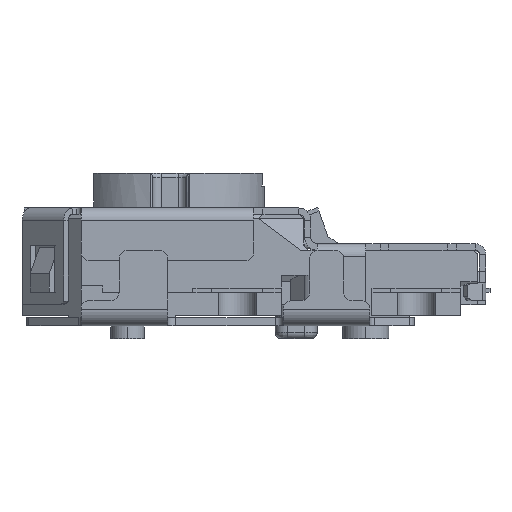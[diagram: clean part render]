
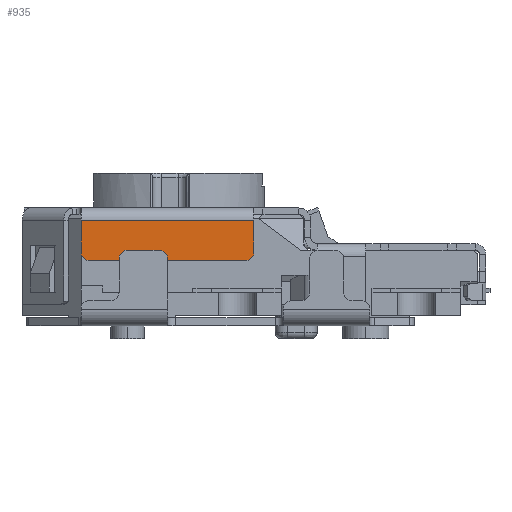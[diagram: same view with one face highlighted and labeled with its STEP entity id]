
A CAD part, left-side view. The second image highlights one B-rep face of the part: STEP entity #935.
In plain terms, the highlighted planar face has unit normal (-1, 0, 0).
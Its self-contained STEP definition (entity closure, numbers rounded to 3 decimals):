
#911 = ORIENTED_EDGE ( 'NONE', *, *, #913, .F. ) ;
#913 = EDGE_CURVE ( 'NONE', #42390, #949, #24246, .T. ) ;
#914 = ORIENTED_EDGE ( 'NONE', *, *, #42386, .F. ) ;
#915 = ORIENTED_EDGE ( 'NONE', *, *, #916, .F. ) ;
#916 = EDGE_CURVE ( 'NONE', #917, #42387, #24242, .T. ) ;
#917 = VERTEX_POINT ( 'NONE', #24238 ) ;
#919 = ORIENTED_EDGE ( 'NONE', *, *, #920, .F. ) ;
#920 = EDGE_CURVE ( 'NONE', #943, #917, #24290, .T. ) ;
#935 = ADVANCED_FACE ( 'NONE', ( #24318 ), #24297, .F. ) ;
#937 = EDGE_LOOP ( 'NONE', ( #938, #945, #911, #914, #915, #919 ) ) ;
#938 = ORIENTED_EDGE ( 'NONE', *, *, #939, .F. ) ;
#939 = EDGE_CURVE ( 'NONE', #942, #943, #24291, .T. ) ;
#942 = VERTEX_POINT ( 'NONE', #24348 ) ;
#943 = VERTEX_POINT ( 'NONE', #24347 ) ;
#945 = ORIENTED_EDGE ( 'NONE', *, *, #947, .F. ) ;
#947 = EDGE_CURVE ( 'NONE', #949, #942, #24346, .T. ) ;
#949 = VERTEX_POINT ( 'NONE', #24341 ) ;
#22099 = CARTESIAN_POINT ( 'NONE',  ( -3.696, 4.1, 2.5 ) ) ;
#22101 = DIRECTION ( 'NONE',  ( 0., -1., 0. ) ) ;
#22103 = VECTOR ( 'NONE', #22101, 1000. ) ;
#22105 = CARTESIAN_POINT ( 'NONE',  ( -3.696, 0., 2.5 ) ) ;
#22116 = LINE ( 'NONE', #22105, #22103 ) ;
#22222 = CARTESIAN_POINT ( 'NONE',  ( -3.696, 0., 2.5 ) ) ;
#24236 = CARTESIAN_POINT ( 'NONE',  ( -3.696, 3.9, 1.75 ) ) ;
#24238 = CARTESIAN_POINT ( 'NONE',  ( -3.696, 4.1, 1.75 ) ) ;
#24239 = DIRECTION ( 'NONE',  ( 0., 0., 1. ) ) ;
#24240 = VECTOR ( 'NONE', #24239, 1000. ) ;
#24241 = CARTESIAN_POINT ( 'NONE',  ( -3.696, 4.1, 1.55 ) ) ;
#24242 = LINE ( 'NONE', #24241, #24240 ) ;
#24243 = DIRECTION ( 'NONE',  ( 0., 0., -1. ) ) ;
#24244 = VECTOR ( 'NONE', #24243, 1000. ) ;
#24245 = CARTESIAN_POINT ( 'NONE',  ( -3.696, 0., 1.55 ) ) ;
#24246 = LINE ( 'NONE', #24245, #24244 ) ;
#24287 = DIRECTION ( 'NONE',  ( 0., 0., -1. ) ) ;
#24288 = DIRECTION ( 'NONE',  ( 1., 0., 0. ) ) ;
#24289 = AXIS2_PLACEMENT_3D ( 'NONE', #24236, #24288, #24287 ) ;
#24290 = CIRCLE ( 'NONE', #24289, 0.2 ) ;
#24291 = LINE ( 'NONE', #24296, #24350 ) ;
#24292 = DIRECTION ( 'NONE',  ( 0., 0., -1. ) ) ;
#24293 = DIRECTION ( 'NONE',  ( 1., 0., 0. ) ) ;
#24294 = CARTESIAN_POINT ( 'NONE',  ( -3.696, 0., 1.55 ) ) ;
#24295 = AXIS2_PLACEMENT_3D ( 'NONE', #24294, #24293, #24292 ) ;
#24296 = CARTESIAN_POINT ( 'NONE',  ( -3.696, 3.9, 1.55 ) ) ;
#24297 = PLANE ( 'NONE',  #24295 ) ;
#24318 = FACE_OUTER_BOUND ( 'NONE', #937, .T. ) ;
#24341 = CARTESIAN_POINT ( 'NONE',  ( -3.696, 0., 1.75 ) ) ;
#24342 = DIRECTION ( 'NONE',  ( 0., -1., 0. ) ) ;
#24343 = DIRECTION ( 'NONE',  ( 1., 0., 0. ) ) ;
#24344 = CARTESIAN_POINT ( 'NONE',  ( -3.696, 0.2, 1.75 ) ) ;
#24345 = AXIS2_PLACEMENT_3D ( 'NONE', #24344, #24343, #24342 ) ;
#24346 = CIRCLE ( 'NONE', #24345, 0.2 ) ;
#24347 = CARTESIAN_POINT ( 'NONE',  ( -3.696, 3.9, 1.55 ) ) ;
#24348 = CARTESIAN_POINT ( 'NONE',  ( -3.696, 0.2, 1.55 ) ) ;
#24349 = DIRECTION ( 'NONE',  ( 0., 1., 0. ) ) ;
#24350 = VECTOR ( 'NONE', #24349, 1000. ) ;
#42386 = EDGE_CURVE ( 'NONE', #42387, #42390, #22116, .T. ) ;
#42387 = VERTEX_POINT ( 'NONE', #22099 ) ;
#42390 = VERTEX_POINT ( 'NONE', #22222 ) ;
